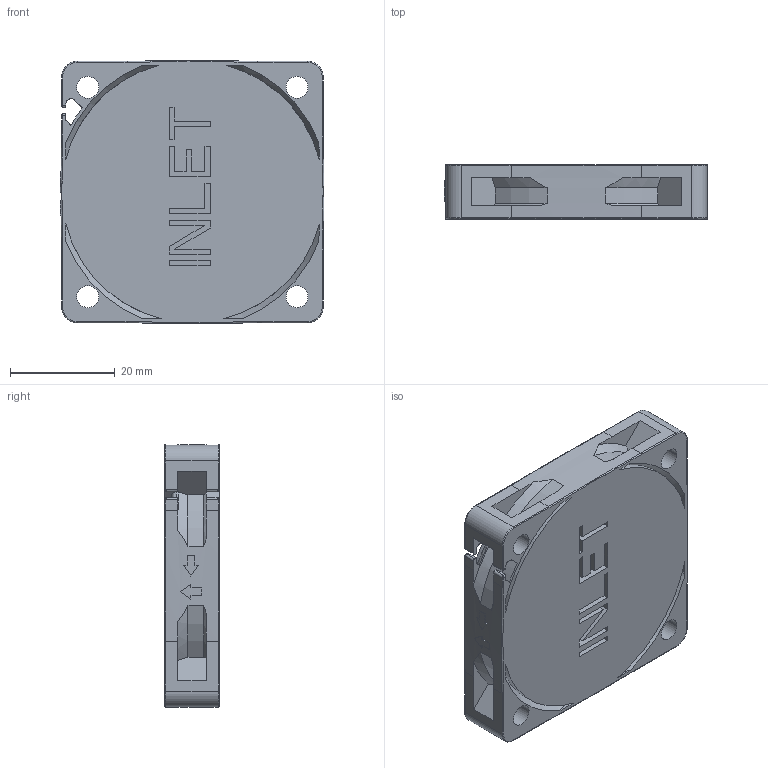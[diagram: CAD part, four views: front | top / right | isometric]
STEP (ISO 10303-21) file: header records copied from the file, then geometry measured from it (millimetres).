
FILE_DESCRIPTION((''),'2;1');
FILE_NAME('4100205500','2022-10-19T',('CHAOREN.XIAO'),(''),'CREO PARAMETRIC BY PTC INC, 2015080','CREO PARAMETRIC BY PTC INC, 2015080','');
FILE_SCHEMA(('CONFIG_CONTROL_DESIGN'));
Length unit declared in the file: millimetre
Products named in the file (1): 4100205500
Bounding box: 50.35 x 10.4 x 50.19 mm (x, y, z)
Volume: 23241.5 mm3; surface area: 10351.9 mm2
Topology: 1 solids, 1 shells, 369 faces, 979 edges, 638 vertices
Faces by surface type: plane 227, cylinder 93, cone 28, torus 17, bspline 4
Entity records: 11790 total; most frequent: CARTESIAN_POINT 2594, ORIENTED_EDGE 1958, DIRECTION 1813, EDGE_CURVE 979, VECTOR 673, LINE 673, VERTEX_POINT 638, AXIS2_PLACEMENT_3D 570
